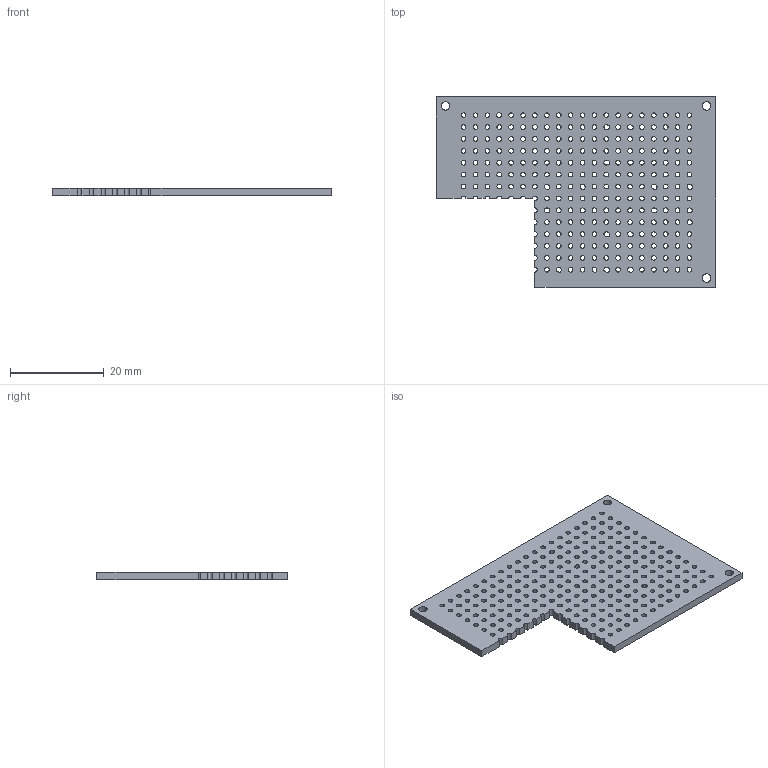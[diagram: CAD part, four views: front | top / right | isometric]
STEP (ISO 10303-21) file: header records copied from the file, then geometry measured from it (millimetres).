
FILE_DESCRIPTION (( 'STEP AP203' ), '1' );
FILE_NAME ('COMPOUND.step', '2019-10-07T21:25:34', ( '' ), ( '' ), 'SwSTEP 2.0', 'SolidWorks 2017', '' );
FILE_SCHEMA (( 'CONFIG_CONTROL_DESIGN' ));
Length unit declared in the file: millimetre
Products named in the file (1): COMPOUND
Bounding box: 59.69 x 40.64 x 1.6 mm (x, y, z)
Volume: 2925.9 mm3; surface area: 5190.9 mm2
Topology: 1 solids, 1 shells, 553 faces, 1653 edges, 1102 vertices
Faces by surface type: cylinder 533, plane 20
Entity records: 20286 total; most frequent: DIRECTION 3827, CARTESIAN_POINT 3309, ORIENTED_EDGE 3306, EDGE_CURVE 1653, AXIS2_PLACEMENT_3D 1620, VERTEX_POINT 1102, CIRCLE 1066, EDGE_LOOP 1021
